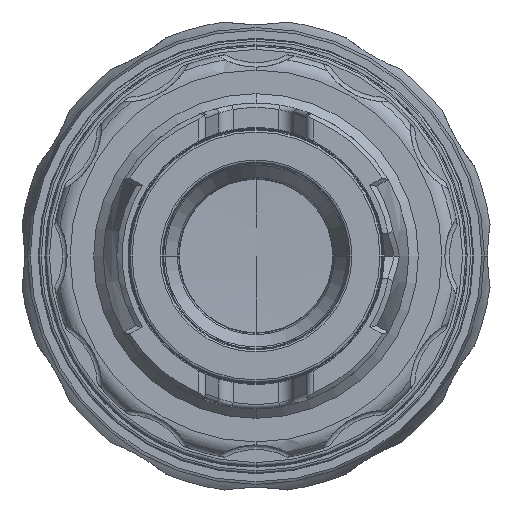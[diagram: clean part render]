
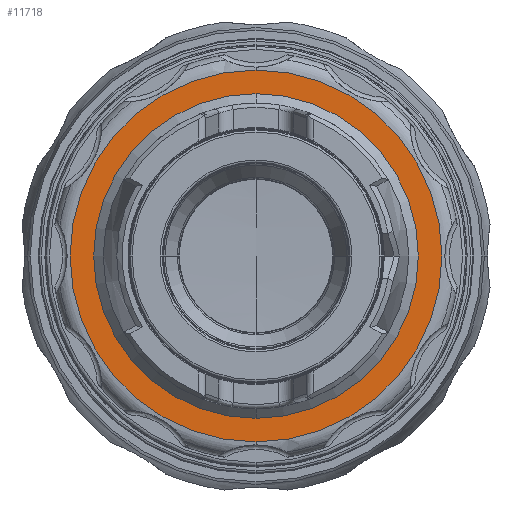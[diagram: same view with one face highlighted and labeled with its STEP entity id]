
A CAD part, front view. The second image highlights one B-rep face of the part: STEP entity #11718.
In plain terms, the highlighted planar face has unit normal (0, -1, 0).
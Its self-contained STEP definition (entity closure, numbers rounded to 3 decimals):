
#4275=CARTESIAN_POINT('',(0.,0.,0.));
#4276=DIRECTION('',(0.,-1.,0.));
#4277=DIRECTION('',(0.,0.,-1.));
#4278=AXIS2_PLACEMENT_3D('',#4275,#4276,#4277);
#4280=CARTESIAN_POINT('',(0.,0.,0.));
#4281=DIRECTION('',(0.,-1.,0.));
#4282=DIRECTION('',(0.,0.,1.));
#4283=AXIS2_PLACEMENT_3D('',#4280,#4281,#4282);
#4285=CARTESIAN_POINT('',(0.,0.,0.));
#4286=DIRECTION('',(0.,1.,0.));
#4287=DIRECTION('',(0.,0.,-1.));
#4288=AXIS2_PLACEMENT_3D('',#4285,#4286,#4287);
#4290=CARTESIAN_POINT('',(0.,0.,0.));
#4291=DIRECTION('',(0.,1.,0.));
#4292=DIRECTION('',(0.,0.,1.));
#4293=AXIS2_PLACEMENT_3D('',#4290,#4291,#4292);
#5211=CARTESIAN_POINT('',(0.,0.,10.5));
#5213=VERTEX_POINT('',#5211);
#5215=CARTESIAN_POINT('',(0.,0.,-10.5));
#5217=VERTEX_POINT('',#5215);
#5243=CARTESIAN_POINT('',(0.,0.,-12.6));
#5245=VERTEX_POINT('',#5243);
#5247=CARTESIAN_POINT('',(0.,0.,12.6));
#5249=VERTEX_POINT('',#5247);
#11703=CARTESIAN_POINT('',(10.5,0.,0.));
#11704=DIRECTION('',(0.,-1.,0.));
#11705=DIRECTION('',(0.,0.,-1.));
#11706=AXIS2_PLACEMENT_3D('',#11703,#11704,#11705);
#11707=PLANE('',#11706);
#11708=ORIENTED_EDGE('',*,*,#11056,.F.);
#11709=ORIENTED_EDGE('',*,*,#11007,.F.);
#11710=EDGE_LOOP('',(#11708,#11709));
#11711=FACE_OUTER_BOUND('',#11710,.F.);
#11713=ORIENTED_EDGE('',*,*,#11712,.F.);
#11715=ORIENTED_EDGE('',*,*,#11714,.F.);
#11716=EDGE_LOOP('',(#11713,#11715));
#11717=FACE_BOUND('',#11716,.F.);
#11718=ADVANCED_FACE('',(#11711,#11717),#11707,.T.);
#4279=CIRCLE('',#4278,12.6);
#4284=CIRCLE('',#4283,12.6);
#4289=CIRCLE('',#4288,10.5);
#4294=CIRCLE('',#4293,10.5);
#11007=EDGE_CURVE('',#5249,#5245,#4284,.T.);
#11056=EDGE_CURVE('',#5245,#5249,#4279,.T.);
#11712=EDGE_CURVE('',#5217,#5213,#4289,.T.);
#11714=EDGE_CURVE('',#5213,#5217,#4294,.T.);
